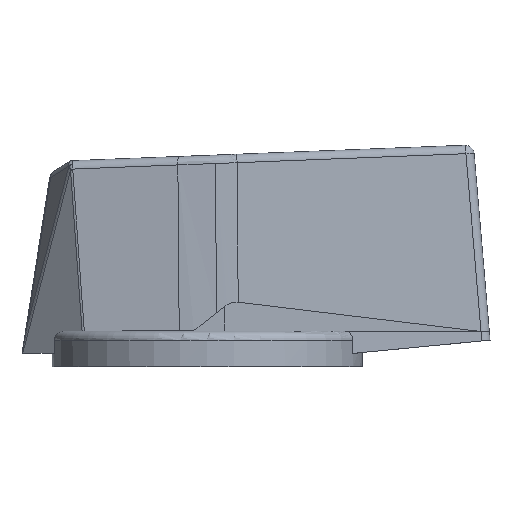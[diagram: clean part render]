
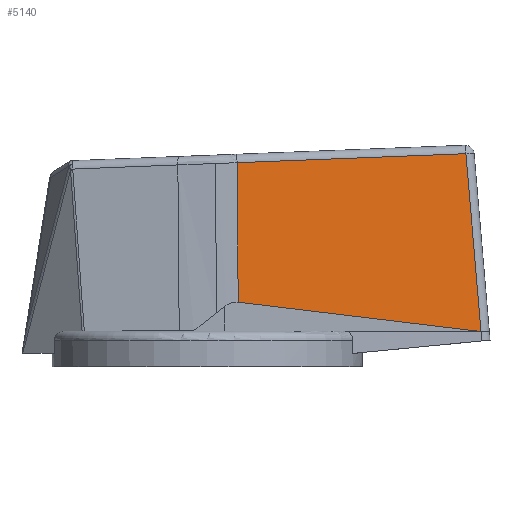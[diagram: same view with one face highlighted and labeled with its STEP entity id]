
A CAD part, front view. The second image highlights one B-rep face of the part: STEP entity #5140.
In plain terms, the highlighted planar face has unit normal (0.07, -0.996, 0.049).
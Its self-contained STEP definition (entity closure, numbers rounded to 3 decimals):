
#88 = EDGE_LOOP ( 'NONE', ( #3053, #247, #2027, #2446, #266, #3371 ) ) ;
#247 = ORIENTED_EDGE ( 'NONE', *, *, #3537, .T. ) ;
#266 = ORIENTED_EDGE ( 'NONE', *, *, #5498, .F. ) ;
#399 = CARTESIAN_POINT ( 'NONE',  ( 30.86, -5.073, -0.021 ) ) ;
#429 = CARTESIAN_POINT ( 'NONE',  ( 30.593, -5.091, -0.02 ) ) ;
#461 = VERTEX_POINT ( 'NONE', #399 ) ;
#630 = EDGE_CURVE ( 'NONE', #2808, #4649, #3103, .T. ) ;
#662 = FACE_OUTER_BOUND ( 'NONE', #88, .T. ) ;
#733 = AXIS2_PLACEMENT_3D ( 'NONE', #2361, #4892, #2773 ) ;
#887 = CARTESIAN_POINT ( 'NONE',  ( 29.155, -4.208, 20.012 ) ) ;
#1060 = EDGE_CURVE ( 'NONE', #3246, #2808, #2810, .T. ) ;
#1380 = VERTEX_POINT ( 'NONE', #429 ) ;
#1450 = CARTESIAN_POINT ( 'NONE',  ( -13.81, -8.201, 0.133 ) ) ;
#1560 = VECTOR ( 'NONE', #1867, 1000. ) ;
#1676 = CARTESIAN_POINT ( 'NONE',  ( 30.581, -5.091, 0. ) ) ;
#1709 = VECTOR ( 'NONE', #4844, 1000. ) ;
#1756 = VECTOR ( 'NONE', #2303, 1000. ) ;
#1867 = DIRECTION ( 'NONE',  ( 0.991, 0.064, -0.12 ) ) ;
#1949 = PLANE ( 'NONE',  #733 ) ;
#2027 = ORIENTED_EDGE ( 'NONE', *, *, #1060, .T. ) ;
#2112 = VECTOR ( 'NONE', #5412, 1000. ) ;
#2303 = DIRECTION ( 'NONE',  ( -0.997, -0.072, -0.039 ) ) ;
#2361 = CARTESIAN_POINT ( 'NONE',  ( -13.81, -8.201, 0.133 ) ) ;
#2446 = ORIENTED_EDGE ( 'NONE', *, *, #630, .T. ) ;
#2634 = LINE ( 'NONE', #4342, #1756 ) ;
#2699 = EDGE_CURVE ( 'NONE', #1380, #461, #4457, .T. ) ;
#2773 = DIRECTION ( 'NONE',  ( -0.998, -0.07, 0. ) ) ;
#2807 = CARTESIAN_POINT ( 'NONE',  ( 29.49, -5.161, 0.132 ) ) ;
#2808 = VERTEX_POINT ( 'NONE', #4927 ) ;
#2810 = LINE ( 'NONE', #3714, #2112 ) ;
#2918 = DIRECTION ( 'NONE',  ( -0.523, 0.005, 0.853 ) ) ;
#3006 = CARTESIAN_POINT ( 'NONE',  ( 3.362, -6.068, 19.001 ) ) ;
#3031 = VECTOR ( 'NONE', #2918, 1000. ) ;
#3047 = DIRECTION ( 'NONE',  ( -0.085, 0.043, 0.995 ) ) ;
#3053 = ORIENTED_EDGE ( 'NONE', *, *, #4569, .T. ) ;
#3103 = LINE ( 'NONE', #2807, #1560 ) ;
#3246 = VERTEX_POINT ( 'NONE', #3006 ) ;
#3371 = ORIENTED_EDGE ( 'NONE', *, *, #2699, .T. ) ;
#3537 = EDGE_CURVE ( 'NONE', #4612, #3246, #2634, .T. ) ;
#3714 = CARTESIAN_POINT ( 'NONE',  ( 3.511, -6.981, 0.211 ) ) ;
#3743 = VECTOR ( 'NONE', #3047, 1000. ) ;
#4211 = LINE ( 'NONE', #5466, #3031 ) ;
#4342 = CARTESIAN_POINT ( 'NONE',  ( -14.583, -7.362, 18.297 ) ) ;
#4457 = LINE ( 'NONE', #1450, #1709 ) ;
#4569 = EDGE_CURVE ( 'NONE', #461, #4612, #5065, .T. ) ;
#4612 = VERTEX_POINT ( 'NONE', #887 ) ;
#4649 = VERTEX_POINT ( 'NONE', #1676 ) ;
#4844 = DIRECTION ( 'NONE',  ( 0.998, 0.07, -0.003 ) ) ;
#4892 = DIRECTION ( 'NONE',  ( -0.07, 0.996, -0.049 ) ) ;
#4927 = CARTESIAN_POINT ( 'NONE',  ( 3.487, -6.832, 3.272 ) ) ;
#5065 = LINE ( 'NONE', #5090, #3743 ) ;
#5090 = CARTESIAN_POINT ( 'NONE',  ( 30.537, -4.909, 3.765 ) ) ;
#5140 = ADVANCED_FACE ( 'NONE', ( #662 ), #1949, .F. ) ;
#5412 = DIRECTION ( 'NONE',  ( 0.008, -0.049, -0.999 ) ) ;
#5466 = CARTESIAN_POINT ( 'NONE',  ( 30.968, -5.095, -0.632 ) ) ;
#5498 = EDGE_CURVE ( 'NONE', #1380, #4649, #4211, .T. ) ;
